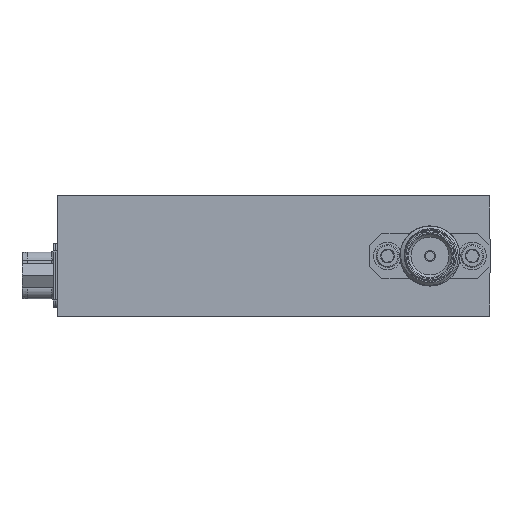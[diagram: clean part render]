
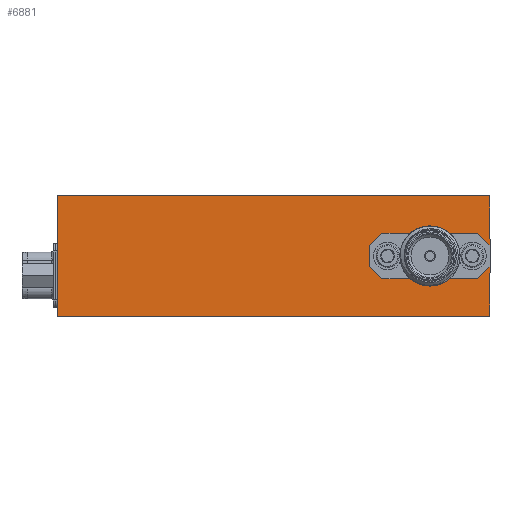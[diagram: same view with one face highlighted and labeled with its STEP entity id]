
A CAD part, left-side view. The second image highlights one B-rep face of the part: STEP entity #6881.
In plain terms, the highlighted planar face has unit normal (-1, 0, 0).
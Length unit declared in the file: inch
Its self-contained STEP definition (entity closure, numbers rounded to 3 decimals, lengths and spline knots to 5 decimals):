
#40 = LINE ( 'NONE', #10247, #4731 ) ;
#151 = DIRECTION ( 'NONE',  ( 0., 1., 0. ) ) ;
#169 = VERTEX_POINT ( 'NONE', #10391 ) ;
#871 = EDGE_CURVE ( 'NONE', #25566, #24672, #40, .T. ) ;
#1252 = DIRECTION ( 'NONE',  ( 0., -0.707, -0.707 ) ) ;
#1287 = DIRECTION ( 'NONE',  ( 0., 0., -1. ) ) ;
#1517 = CARTESIAN_POINT ( 'NONE',  ( -1., 0.9, 0.25 ) ) ;
#2167 = LINE ( 'NONE', #1517, #18562 ) ;
#2301 = LINE ( 'NONE', #3472, #27396 ) ;
#2335 = FACE_OUTER_BOUND ( 'NONE', #29169, .T. ) ;
#2336 = ORIENTED_EDGE ( 'NONE', *, *, #7812, .F. ) ;
#2729 = CARTESIAN_POINT ( 'NONE',  ( -1., -0.9, -0.045 ) ) ;
#3144 = LINE ( 'NONE', #16288, #9676 ) ;
#3472 = CARTESIAN_POINT ( 'NONE',  ( -1., -0.9, 0.25 ) ) ;
#3573 = CARTESIAN_POINT ( 'NONE',  ( -1., 0.9, 0.25 ) ) ;
#3756 = CARTESIAN_POINT ( 'NONE',  ( -1., -0.9, 0.25 ) ) ;
#4031 = CARTESIAN_POINT ( 'NONE',  ( -1., -0.9, -0.25 ) ) ;
#4120 = DIRECTION ( 'NONE',  ( 0., 0., -1. ) ) ;
#4263 = EDGE_CURVE ( 'NONE', #16949, #16442, #3144, .T. ) ;
#4731 = VECTOR ( 'NONE', #151, 39.37008 ) ;
#4733 = ORIENTED_EDGE ( 'NONE', *, *, #27990, .T. ) ;
#5207 = EDGE_CURVE ( 'NONE', #11480, #24672, #21706, .T. ) ;
#5563 = EDGE_CURVE ( 'NONE', #18351, #11586, #18762, .T. ) ;
#5628 = CARTESIAN_POINT ( 'NONE',  ( -1., -0.9, 0.045 ) ) ;
#5874 = AXIS2_PLACEMENT_3D ( 'NONE', #3756, #20065, #29448 ) ;
#6241 = ORIENTED_EDGE ( 'NONE', *, *, #5563, .T. ) ;
#6378 = CARTESIAN_POINT ( 'NONE',  ( -1., 0.9, -0.25 ) ) ;
#6659 = CARTESIAN_POINT ( 'NONE',  ( -1., -0.9, 0.25 ) ) ;
#6881 = ADVANCED_FACE ( 'NONE', ( #2335 ), #17703, .F. ) ;
#6903 = EDGE_CURVE ( 'NONE', #25566, #8175, #12858, .T. ) ;
#7542 = VECTOR ( 'NONE', #27971, 39.37008 ) ;
#7812 = EDGE_CURVE ( 'NONE', #18351, #21531, #22321, .T. ) ;
#8039 = ORIENTED_EDGE ( 'NONE', *, *, #22112, .F. ) ;
#8175 = VERTEX_POINT ( 'NONE', #5628 ) ;
#8688 = EDGE_CURVE ( 'NONE', #16442, #8175, #2301, .T. ) ;
#9324 = LINE ( 'NONE', #18965, #7542 ) ;
#9676 = VECTOR ( 'NONE', #11786, 39.37008 ) ;
#10242 = VECTOR ( 'NONE', #22114, 39.37008 ) ;
#10247 = CARTESIAN_POINT ( 'NONE',  ( -1., -0.9, 0.095 ) ) ;
#10391 = CARTESIAN_POINT ( 'NONE',  ( -1., -0.45, -0.095 ) ) ;
#10540 = CARTESIAN_POINT ( 'NONE',  ( -1., -0.7975, 0.1475 ) ) ;
#10997 = ORIENTED_EDGE ( 'NONE', *, *, #17961, .T. ) ;
#11336 = ORIENTED_EDGE ( 'NONE', *, *, #15868, .T. ) ;
#11480 = VERTEX_POINT ( 'NONE', #22179 ) ;
#11586 = VERTEX_POINT ( 'NONE', #29890 ) ;
#11786 = DIRECTION ( 'NONE',  ( 0., -1., 0. ) ) ;
#12077 = VERTEX_POINT ( 'NONE', #18521 ) ;
#12858 = LINE ( 'NONE', #10540, #24550 ) ;
#13190 = CARTESIAN_POINT ( 'NONE',  ( -1., -0.45, 0.095 ) ) ;
#13653 = CARTESIAN_POINT ( 'NONE',  ( -1., -0.9, 0.25 ) ) ;
#13885 = ORIENTED_EDGE ( 'NONE', *, *, #8688, .F. ) ;
#13930 = VECTOR ( 'NONE', #4120, 39.37008 ) ;
#13945 = CARTESIAN_POINT ( 'NONE',  ( -1., -0.85, 0.095 ) ) ;
#15868 = EDGE_CURVE ( 'NONE', #16949, #21339, #2167, .T. ) ;
#15983 = VECTOR ( 'NONE', #28217, 39.37008 ) ;
#16080 = EDGE_CURVE ( 'NONE', #169, #11586, #25458, .T. ) ;
#16288 = CARTESIAN_POINT ( 'NONE',  ( -1., -0.9, 0.25 ) ) ;
#16442 = VERTEX_POINT ( 'NONE', #13653 ) ;
#16949 = VERTEX_POINT ( 'NONE', #3573 ) ;
#17535 = CARTESIAN_POINT ( 'NONE',  ( -1., -0.7975, -0.1475 ) ) ;
#17689 = DIRECTION ( 'NONE',  ( 0., 0., -1. ) ) ;
#17703 = PLANE ( 'NONE',  #5874 ) ;
#17879 = DIRECTION ( 'NONE',  ( 0., -1., 0. ) ) ;
#17961 = EDGE_CURVE ( 'NONE', #169, #12077, #9324, .T. ) ;
#18351 = VERTEX_POINT ( 'NONE', #2729 ) ;
#18521 = CARTESIAN_POINT ( 'NONE',  ( -1., -0.4, -0.045 ) ) ;
#18562 = VECTOR ( 'NONE', #17689, 39.37008 ) ;
#18762 = LINE ( 'NONE', #17535, #20241 ) ;
#18965 = CARTESIAN_POINT ( 'NONE',  ( -1., -0.5025, -0.1475 ) ) ;
#19207 = CARTESIAN_POINT ( 'NONE',  ( -1., -0.9, -0.095 ) ) ;
#19892 = VECTOR ( 'NONE', #17879, 39.37008 ) ;
#20065 = DIRECTION ( 'NONE',  ( 1., 0., 0. ) ) ;
#20241 = VECTOR ( 'NONE', #21914, 39.37008 ) ;
#21339 = VERTEX_POINT ( 'NONE', #6378 ) ;
#21531 = VERTEX_POINT ( 'NONE', #23571 ) ;
#21706 = LINE ( 'NONE', #29812, #22790 ) ;
#21914 = DIRECTION ( 'NONE',  ( 0., 0.707, -0.707 ) ) ;
#22112 = EDGE_CURVE ( 'NONE', #11480, #12077, #28810, .T. ) ;
#22114 = DIRECTION ( 'NONE',  ( 0., 0., -1. ) ) ;
#22179 = CARTESIAN_POINT ( 'NONE',  ( -1., -0.4, 0.045 ) ) ;
#22321 = LINE ( 'NONE', #6659, #13930 ) ;
#22790 = VECTOR ( 'NONE', #24908, 39.37008 ) ;
#23571 = CARTESIAN_POINT ( 'NONE',  ( -1., -0.9, -0.25 ) ) ;
#23727 = ORIENTED_EDGE ( 'NONE', *, *, #6903, .T. ) ;
#24550 = VECTOR ( 'NONE', #1252, 39.37008 ) ;
#24633 = ORIENTED_EDGE ( 'NONE', *, *, #4263, .F. ) ;
#24672 = VERTEX_POINT ( 'NONE', #13190 ) ;
#24908 = DIRECTION ( 'NONE',  ( 0., -0.707, 0.707 ) ) ;
#25000 = LINE ( 'NONE', #4031, #19892 ) ;
#25458 = LINE ( 'NONE', #19207, #15983 ) ;
#25566 = VERTEX_POINT ( 'NONE', #13945 ) ;
#25727 = ORIENTED_EDGE ( 'NONE', *, *, #871, .F. ) ;
#26745 = ORIENTED_EDGE ( 'NONE', *, *, #16080, .F. ) ;
#27396 = VECTOR ( 'NONE', #1287, 39.37008 ) ;
#27971 = DIRECTION ( 'NONE',  ( 0., 0.707, 0.707 ) ) ;
#27990 = EDGE_CURVE ( 'NONE', #21339, #21531, #25000, .T. ) ;
#28217 = DIRECTION ( 'NONE',  ( 0., -1., 0. ) ) ;
#28416 = ORIENTED_EDGE ( 'NONE', *, *, #5207, .T. ) ;
#28810 = LINE ( 'NONE', #29174, #10242 ) ;
#29169 = EDGE_LOOP ( 'NONE', ( #25727, #23727, #13885, #24633, #11336, #4733, #2336, #6241, #26745, #10997, #8039, #28416 ) ) ;
#29174 = CARTESIAN_POINT ( 'NONE',  ( -1., -0.4, 0.095 ) ) ;
#29448 = DIRECTION ( 'NONE',  ( 0., 0., -1. ) ) ;
#29812 = CARTESIAN_POINT ( 'NONE',  ( -1., -0.5025, 0.1475 ) ) ;
#29890 = CARTESIAN_POINT ( 'NONE',  ( -1., -0.85, -0.095 ) ) ;
